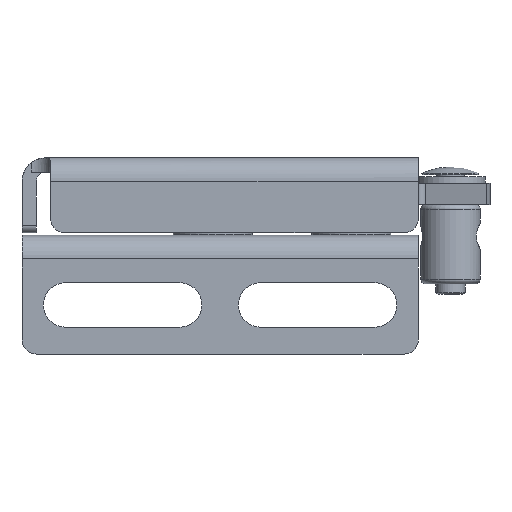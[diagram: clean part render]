
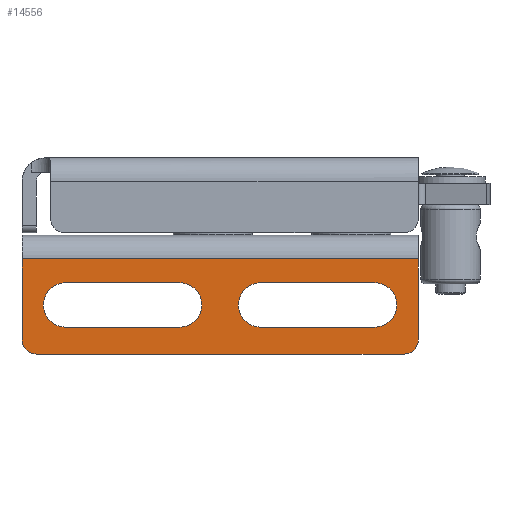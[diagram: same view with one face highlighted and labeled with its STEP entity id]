
A CAD part, front view. The second image highlights one B-rep face of the part: STEP entity #14556.
In plain terms, the highlighted planar face has unit normal (0, -1, 0).
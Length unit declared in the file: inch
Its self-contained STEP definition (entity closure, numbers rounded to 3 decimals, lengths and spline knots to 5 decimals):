
#430=FACE_BOUND('',#4754,.T.);
#431=FACE_BOUND('',#4755,.T.);
#1252=LINE('',#22309,#2502);
#1254=LINE('',#22321,#2504);
#1257=LINE('',#22329,#2507);
#1262=LINE('',#22342,#2512);
#1265=LINE('',#22353,#2515);
#1270=LINE('',#22366,#2520);
#1274=LINE('',#22380,#2524);
#1275=LINE('',#22386,#2525);
#2502=VECTOR('',#17673,0.3937);
#2504=VECTOR('',#17687,0.3937);
#2507=VECTOR('',#17692,0.3937);
#2512=VECTOR('',#17705,0.3937);
#2515=VECTOR('',#17716,0.3937);
#2520=VECTOR('',#17729,0.3937);
#2524=VECTOR('',#17747,0.3937);
#2525=VECTOR('',#17756,0.3937);
#3297=PLANE('',#15501);
#3969=FACE_OUTER_BOUND('',#4753,.T.);
#4753=EDGE_LOOP('',(#11181,#11182,#11183,#11184,#11185,#11186));
#4754=EDGE_LOOP('',(#11187,#11188,#11189,#11190));
#4755=EDGE_LOOP('',(#11191,#11192,#11193,#11194));
#5299=CIRCLE('',#15482,0.14);
#5301=CIRCLE('',#15486,0.14);
#5303=CIRCLE('',#15490,0.14);
#5305=CIRCLE('',#15494,0.14);
#5308=CIRCLE('',#15500,0.09);
#5309=CIRCLE('',#15502,0.09);
#6353=VERTEX_POINT('',#22303);
#6355=VERTEX_POINT('',#22307);
#6358=VERTEX_POINT('',#22317);
#6359=VERTEX_POINT('',#22319);
#6362=VERTEX_POINT('',#22326);
#6363=VERTEX_POINT('',#22328);
#6365=VERTEX_POINT('',#22334);
#6367=VERTEX_POINT('',#22340);
#6370=VERTEX_POINT('',#22350);
#6371=VERTEX_POINT('',#22352);
#6373=VERTEX_POINT('',#22358);
#6375=VERTEX_POINT('',#22364);
#6378=VERTEX_POINT('',#22378);
#6379=VERTEX_POINT('',#22384);
#8076=EDGE_CURVE('',#6355,#6353,#1252,.T.);
#8082=EDGE_CURVE('',#6359,#6358,#1254,.T.);
#8085=EDGE_CURVE('',#6363,#6362,#1257,.T.);
#8089=EDGE_CURVE('',#6362,#6365,#5299,.T.);
#8092=EDGE_CURVE('',#6365,#6367,#1262,.T.);
#8094=EDGE_CURVE('',#6367,#6363,#5301,.T.);
#8097=EDGE_CURVE('',#6371,#6370,#1265,.T.);
#8101=EDGE_CURVE('',#6370,#6373,#5303,.T.);
#8104=EDGE_CURVE('',#6373,#6375,#1270,.T.);
#8106=EDGE_CURVE('',#6375,#6371,#5305,.T.);
#8112=EDGE_CURVE('',#6358,#6378,#1274,.T.);
#8113=EDGE_CURVE('',#6378,#6355,#5308,.T.);
#8114=EDGE_CURVE('',#6353,#6379,#5309,.T.);
#8115=EDGE_CURVE('',#6359,#6379,#1275,.T.);
#11181=ORIENTED_EDGE('',*,*,#8114,.F.);
#11182=ORIENTED_EDGE('',*,*,#8076,.F.);
#11183=ORIENTED_EDGE('',*,*,#8113,.F.);
#11184=ORIENTED_EDGE('',*,*,#8112,.F.);
#11185=ORIENTED_EDGE('',*,*,#8082,.F.);
#11186=ORIENTED_EDGE('',*,*,#8115,.T.);
#11187=ORIENTED_EDGE('',*,*,#8089,.T.);
#11188=ORIENTED_EDGE('',*,*,#8092,.T.);
#11189=ORIENTED_EDGE('',*,*,#8094,.T.);
#11190=ORIENTED_EDGE('',*,*,#8085,.T.);
#11191=ORIENTED_EDGE('',*,*,#8101,.T.);
#11192=ORIENTED_EDGE('',*,*,#8104,.T.);
#11193=ORIENTED_EDGE('',*,*,#8106,.T.);
#11194=ORIENTED_EDGE('',*,*,#8097,.T.);
#14556=ADVANCED_FACE('',(#3969,#430,#431),#3297,.T.);
#15482=AXIS2_PLACEMENT_3D('',#22336,#17699,#17700);
#15486=AXIS2_PLACEMENT_3D('',#22345,#17710,#17711);
#15490=AXIS2_PLACEMENT_3D('',#22360,#17723,#17724);
#15494=AXIS2_PLACEMENT_3D('',#22369,#17734,#17735);
#15500=AXIS2_PLACEMENT_3D('',#22382,#17750,#17751);
#15501=AXIS2_PLACEMENT_3D('',#22383,#17752,#17753);
#15502=AXIS2_PLACEMENT_3D('',#22385,#17754,#17755);
#17673=DIRECTION('',(-1.,0.,0.));
#17687=DIRECTION('',(1.,0.,0.));
#17692=DIRECTION('',(1.,0.,0.));
#17699=DIRECTION('center_axis',(0.,1.,0.));
#17700=DIRECTION('ref_axis',(0.,0.,
1.));
#17705=DIRECTION('',(-1.,0.,0.));
#17710=DIRECTION('center_axis',(0.,1.,0.));
#17711=DIRECTION('ref_axis',(0.,0.,
-1.));
#17716=DIRECTION('',(1.,0.,0.));
#17723=DIRECTION('center_axis',(0.,1.,0.));
#17724=DIRECTION('ref_axis',(0.,0.,
1.));
#17729=DIRECTION('',(-1.,0.,0.));
#17734=DIRECTION('center_axis',(0.,1.,0.));
#17735=DIRECTION('ref_axis',(0.,0.,
-1.));
#17747=DIRECTION('',(0.,0.,-1.));
#17750=DIRECTION('center_axis',(0.,1.,0.));
#17751=DIRECTION('ref_axis',(0.707,0.,-0.707));
#17752=DIRECTION('center_axis',(0.,-1.,0.));
#17753=DIRECTION('ref_axis',(0.,0.,
-1.));
#17754=DIRECTION('center_axis',(0.,1.,0.));
#17755=DIRECTION('ref_axis',(-0.707,0.,-0.707));
#17756=DIRECTION('',(0.,0.,-1.));
#22303=CARTESIAN_POINT('',(-1.112,-1.125,-1.2372));
#22307=CARTESIAN_POINT('',(1.208,-1.125,-1.2372));
#22309=CARTESIAN_POINT('',(1.298,-1.125,-1.2372));
#22317=CARTESIAN_POINT('',(1.298,-1.125,-0.6369));
#22319=CARTESIAN_POINT('',(-1.202,-1.125,-0.6369));
#22321=CARTESIAN_POINT('',(-0.62272,-1.125,-0.6369));
#22326=CARTESIAN_POINT('',(-0.207,-1.125,-0.7872));
#22328=CARTESIAN_POINT('',(-0.927,-1.125,-0.7872));
#22329=CARTESIAN_POINT('',(-1.0645,-1.125,-0.7872));
#22334=CARTESIAN_POINT('',(-0.207,-1.125,-1.0672));
#22336=CARTESIAN_POINT('Origin',(-0.207,-1.125,-0.9272));
#22340=CARTESIAN_POINT('',(-0.927,-1.125,-1.0672));
#22342=CARTESIAN_POINT('',(-0.7045,-1.125,-1.0672));
#22345=CARTESIAN_POINT('Origin',(-0.927,-1.125,-0.9272));
#22350=CARTESIAN_POINT('',(1.023,-1.125,-0.7872));
#22352=CARTESIAN_POINT('',(0.303,-1.125,-0.7872));
#22353=CARTESIAN_POINT('',(-0.4495,-1.125,-0.7872));
#22358=CARTESIAN_POINT('',(1.023,-1.125,-1.0672));
#22360=CARTESIAN_POINT('Origin',(1.023,-1.125,-0.9272));
#22364=CARTESIAN_POINT('',(0.303,-1.125,-1.0672));
#22366=CARTESIAN_POINT('',(-0.0895,-1.125,-1.0672));
#22369=CARTESIAN_POINT('Origin',(0.303,-1.125,-0.9272));
#22378=CARTESIAN_POINT('',(1.298,-1.125,-1.1472));
#22380=CARTESIAN_POINT('',(1.298,-1.125,-0.4872));
#22382=CARTESIAN_POINT('Origin',(1.208,-1.125,-1.1472));
#22383=CARTESIAN_POINT('Origin',(-1.202,-1.125,-0.4872));
#22384=CARTESIAN_POINT('',(-1.202,-1.125,-1.1472));
#22385=CARTESIAN_POINT('Origin',(-1.112,-1.125,-1.1472));
#22386=CARTESIAN_POINT('',(-1.202,-1.125,-0.4872));
